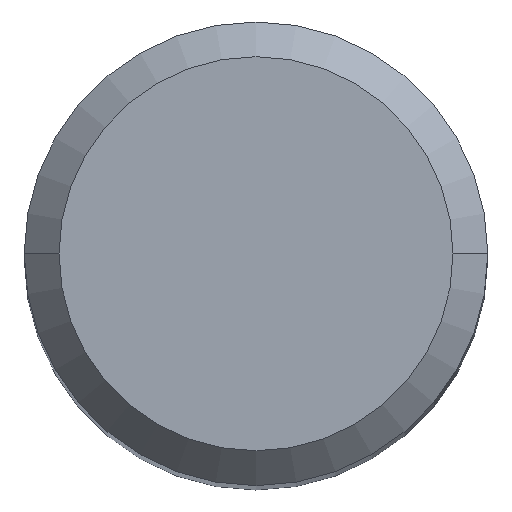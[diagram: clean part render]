
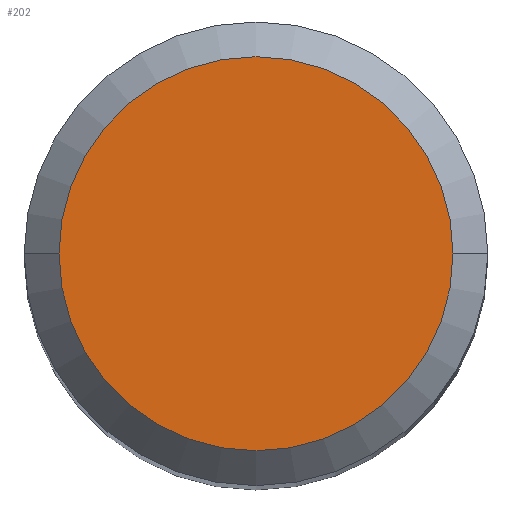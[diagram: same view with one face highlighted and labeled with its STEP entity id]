
A CAD part, top view. The second image highlights one B-rep face of the part: STEP entity #202.
In plain terms, the highlighted planar face has unit normal (0, 0, 1).
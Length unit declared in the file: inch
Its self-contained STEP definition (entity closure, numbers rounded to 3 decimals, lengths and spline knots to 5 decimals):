
#29 = CARTESIAN_POINT ( 'NONE',  ( 0., 0., 0. ) ) ;
#30 = AXIS2_PLACEMENT_3D ( 'NONE', #135, #283, #437 ) ;
#34 = EDGE_CURVE ( 'NONE', #353, #388, #119, .T. ) ;
#107 = DIRECTION ( 'NONE',  ( -1., 0., 0. ) ) ;
#119 = CIRCLE ( 'NONE', #30, 0.13281 ) ;
#135 = CARTESIAN_POINT ( 'NONE',  ( 0., 0., 0. ) ) ;
#142 = DIRECTION ( 'NONE',  ( 0., 0., -1. ) ) ;
#182 = PLANE ( 'NONE',  #299 ) ;
#188 = CARTESIAN_POINT ( 'NONE',  ( 0., 0., 0. ) ) ;
#202 = ADVANCED_FACE ( 'NONE', ( #298 ), #182, .F. ) ;
#224 = CARTESIAN_POINT ( 'NONE',  ( -0.13281, 0., 0. ) ) ;
#240 = AXIS2_PLACEMENT_3D ( 'NONE', #188, #349, #264 ) ;
#242 = ORIENTED_EDGE ( 'NONE', *, *, #34, .T. ) ;
#264 = DIRECTION ( 'NONE',  ( 1., 0., 0. ) ) ;
#266 = EDGE_LOOP ( 'NONE', ( #310, #242 ) ) ;
#283 = DIRECTION ( 'NONE',  ( 0., 0., 1. ) ) ;
#298 = FACE_OUTER_BOUND ( 'NONE', #266, .T. ) ;
#299 = AXIS2_PLACEMENT_3D ( 'NONE', #29, #142, #107 ) ;
#310 = ORIENTED_EDGE ( 'NONE', *, *, #329, .T. ) ;
#329 = EDGE_CURVE ( 'NONE', #388, #353, #489, .T. ) ;
#349 = DIRECTION ( 'NONE',  ( 0., 0., 1. ) ) ;
#353 = VERTEX_POINT ( 'NONE', #424 ) ;
#388 = VERTEX_POINT ( 'NONE', #224 ) ;
#424 = CARTESIAN_POINT ( 'NONE',  ( 0.13281, 0., 0. ) ) ;
#437 = DIRECTION ( 'NONE',  ( 1., 0., 0. ) ) ;
#489 = CIRCLE ( 'NONE', #240, 0.13281 ) ;
